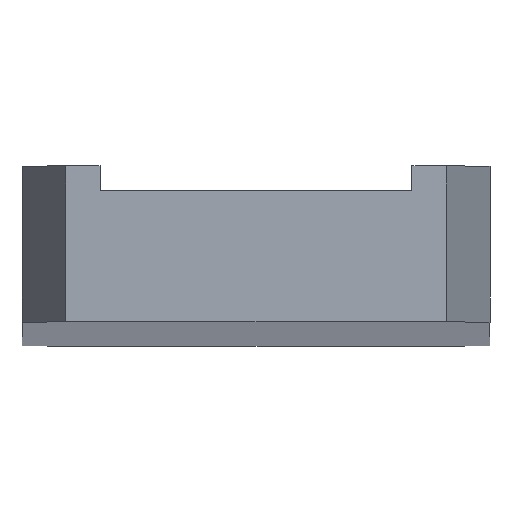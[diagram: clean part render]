
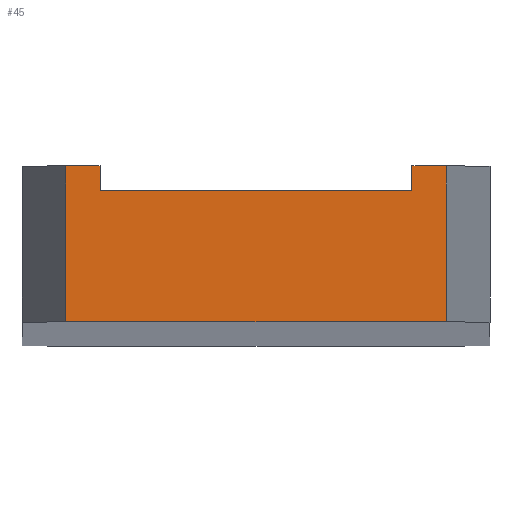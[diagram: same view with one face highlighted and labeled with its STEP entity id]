
A CAD part, top view. The second image highlights one B-rep face of the part: STEP entity #45.
In plain terms, the highlighted planar face has unit normal (0, 0, 1).
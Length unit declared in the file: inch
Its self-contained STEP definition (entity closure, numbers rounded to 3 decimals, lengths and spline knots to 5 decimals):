
#17 = CARTESIAN_POINT ( 'NONE',  ( 0.125, 0.21, 11.125 ) ) ;
#27 = EDGE_CURVE ( 'NONE', #346, #137, #251, .T. ) ;
#45 = ADVANCED_FACE ( 'NONE', ( #342 ), #204, .T. ) ;
#69 = DIRECTION ( 'NONE',  ( 0., 0., 1. ) ) ;
#73 = LINE ( 'NONE', #357, #267 ) ;
#81 = ORIENTED_EDGE ( 'NONE', *, *, #359, .F. ) ;
#92 = ORIENTED_EDGE ( 'NONE', *, *, #27, .T. ) ;
#102 = EDGE_CURVE ( 'NONE', #123, #518, #200, .T. ) ;
#109 = VECTOR ( 'NONE', #143, 39.37008 ) ;
#111 = VECTOR ( 'NONE', #428, 39.37008 ) ;
#113 = DIRECTION ( 'NONE',  ( 1., 0., 0. ) ) ;
#123 = VERTEX_POINT ( 'NONE', #572 ) ;
#124 = EDGE_CURVE ( 'NONE', #123, #209, #345, .T. ) ;
#137 = VERTEX_POINT ( 'NONE', #537 ) ;
#138 = EDGE_CURVE ( 'NONE', #343, #192, #73, .T. ) ;
#142 = ORIENTED_EDGE ( 'NONE', *, *, #466, .T. ) ;
#143 = DIRECTION ( 'NONE',  ( -1., 0., 0. ) ) ;
#160 = CARTESIAN_POINT ( 'NONE',  ( 0.68, 0., 11.125 ) ) ;
#173 = CARTESIAN_POINT ( 'NONE',  ( 0.07, 0.25, 11.125 ) ) ;
#182 = ORIENTED_EDGE ( 'NONE', *, *, #124, .F. ) ;
#192 = VERTEX_POINT ( 'NONE', #524 ) ;
#200 = LINE ( 'NONE', #248, #111 ) ;
#204 = PLANE ( 'NONE',  #245 ) ;
#209 = VERTEX_POINT ( 'NONE', #173 ) ;
#210 = LINE ( 'NONE', #495, #365 ) ;
#212 = DIRECTION ( 'NONE',  ( 0., 1., 0. ) ) ;
#245 = AXIS2_PLACEMENT_3D ( 'NONE', #480, #69, #285 ) ;
#248 = CARTESIAN_POINT ( 'NONE',  ( 0., 0., 11.125 ) ) ;
#251 = LINE ( 'NONE', #17, #350 ) ;
#264 = VECTOR ( 'NONE', #419, 39.37008 ) ;
#267 = VECTOR ( 'NONE', #529, 39.37008 ) ;
#281 = CARTESIAN_POINT ( 'NONE',  ( 0.125, 0.25, 11.125 ) ) ;
#285 = DIRECTION ( 'NONE',  ( 1., 0., 0. ) ) ;
#294 = ORIENTED_EDGE ( 'NONE', *, *, #138, .T. ) ;
#300 = EDGE_LOOP ( 'NONE', ( #550, #294, #142, #81, #92, #302, #182, #478 ) ) ;
#302 = ORIENTED_EDGE ( 'NONE', *, *, #374, .T. ) ;
#330 = CARTESIAN_POINT ( 'NONE',  ( 0.125, 0.21, 11.125 ) ) ;
#342 = FACE_OUTER_BOUND ( 'NONE', #300, .T. ) ;
#343 = VERTEX_POINT ( 'NONE', #379 ) ;
#345 = LINE ( 'NONE', #484, #446 ) ;
#346 = VERTEX_POINT ( 'NONE', #330 ) ;
#350 = VECTOR ( 'NONE', #473, 39.37008 ) ;
#357 = CARTESIAN_POINT ( 'NONE',  ( 0.75, 0.25, 11.125 ) ) ;
#359 = EDGE_CURVE ( 'NONE', #346, #580, #472, .T. ) ;
#365 = VECTOR ( 'NONE', #483, 39.37008 ) ;
#374 = EDGE_CURVE ( 'NONE', #137, #209, #469, .T. ) ;
#379 = CARTESIAN_POINT ( 'NONE',  ( 0.68, 0.25, 11.125 ) ) ;
#419 = DIRECTION ( 'NONE',  ( 0., -1., 0. ) ) ;
#428 = DIRECTION ( 'NONE',  ( 1., 0., 0. ) ) ;
#431 = CARTESIAN_POINT ( 'NONE',  ( 0.62496, 0.25, 11.125 ) ) ;
#446 = VECTOR ( 'NONE', #212, 39.37008 ) ;
#465 = VECTOR ( 'NONE', #113, 39.37008 ) ;
#466 = EDGE_CURVE ( 'NONE', #192, #580, #515, .T. ) ;
#469 = LINE ( 'NONE', #281, #109 ) ;
#472 = LINE ( 'NONE', #479, #465 ) ;
#473 = DIRECTION ( 'NONE',  ( 0., 1., 0. ) ) ;
#478 = ORIENTED_EDGE ( 'NONE', *, *, #102, .T. ) ;
#479 = CARTESIAN_POINT ( 'NONE',  ( 0.125, 0.21, 11.125 ) ) ;
#480 = CARTESIAN_POINT ( 'NONE',  ( 0., 0.25, 11.125 ) ) ;
#483 = DIRECTION ( 'NONE',  ( 0., 1., 0. ) ) ;
#484 = CARTESIAN_POINT ( 'NONE',  ( 0.07, 0., 11.125 ) ) ;
#495 = CARTESIAN_POINT ( 'NONE',  ( 0.68, 0., 11.125 ) ) ;
#515 = LINE ( 'NONE', #431, #264 ) ;
#518 = VERTEX_POINT ( 'NONE', #160 ) ;
#524 = CARTESIAN_POINT ( 'NONE',  ( 0.62496, 0.25, 11.125 ) ) ;
#528 = CARTESIAN_POINT ( 'NONE',  ( 0.62496, 0.21, 11.125 ) ) ;
#529 = DIRECTION ( 'NONE',  ( -1., 0., 0. ) ) ;
#537 = CARTESIAN_POINT ( 'NONE',  ( 0.125, 0.25, 11.125 ) ) ;
#550 = ORIENTED_EDGE ( 'NONE', *, *, #569, .T. ) ;
#569 = EDGE_CURVE ( 'NONE', #518, #343, #210, .T. ) ;
#572 = CARTESIAN_POINT ( 'NONE',  ( 0.07, 0., 11.125 ) ) ;
#580 = VERTEX_POINT ( 'NONE', #528 ) ;
